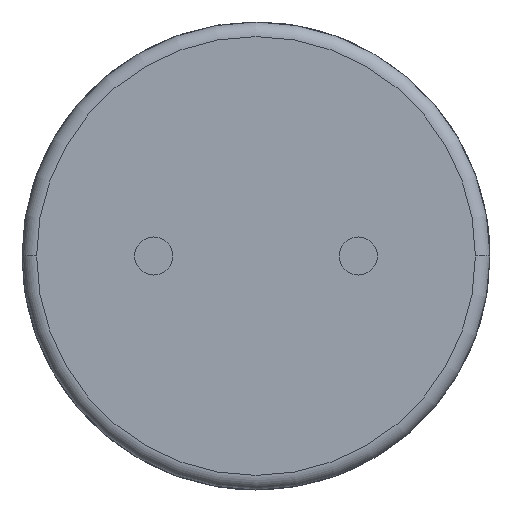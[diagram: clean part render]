
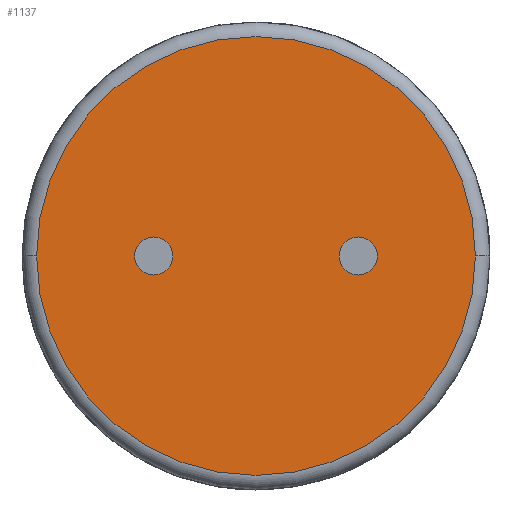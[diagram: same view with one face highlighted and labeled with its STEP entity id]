
A CAD part, front view. The second image highlights one B-rep face of the part: STEP entity #1137.
In plain terms, the highlighted planar face has unit normal (0, -1, 0).
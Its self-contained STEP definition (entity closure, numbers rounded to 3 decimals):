
#49 = AXIS2_PLACEMENT_3D ( 'NONE', #538, #161, #2881 ) ;
#115 = CARTESIAN_POINT ( 'NONE',  ( 0., 0., 0. ) ) ;
#134 = DIRECTION ( 'NONE',  ( 0., -1., 0. ) ) ;
#161 = DIRECTION ( 'NONE',  ( 0., -1., 0. ) ) ;
#253 = DIRECTION ( 'NONE',  ( 0., -1., 0. ) ) ;
#538 = CARTESIAN_POINT ( 'NONE',  ( 1.75, 0., 0. ) ) ;
#540 = EDGE_LOOP ( 'NONE', ( #2152, #3958 ) ) ;
#558 = CARTESIAN_POINT ( 'NONE',  ( 1.425, 0., 0. ) ) ;
#668 = CARTESIAN_POINT ( 'NONE',  ( 0., 0., 0. ) ) ;
#696 = DIRECTION ( 'NONE',  ( -1., 0., 0. ) ) ;
#719 = CARTESIAN_POINT ( 'NONE',  ( 3.75, 0., 0. ) ) ;
#995 = CARTESIAN_POINT ( 'NONE',  ( -1.75, 0., 0. ) ) ;
#1007 = VERTEX_POINT ( 'NONE', #2199 ) ;
#1072 = DIRECTION ( 'NONE',  ( -1., 0., 0. ) ) ;
#1075 = AXIS2_PLACEMENT_3D ( 'NONE', #668, #1105, #1072 ) ;
#1105 = DIRECTION ( 'NONE',  ( 0., 1., 0. ) ) ;
#1137 = ADVANCED_FACE ( 'NONE', ( #3774, #5025, #3885 ), #3408, .F. ) ;
#1351 = ORIENTED_EDGE ( 'NONE', *, *, #3477, .F. ) ;
#1461 = EDGE_CURVE ( 'NONE', #3826, #1976, #4298, .T. ) ;
#1470 = ORIENTED_EDGE ( 'NONE', *, *, #1461, .T. ) ;
#1487 = EDGE_CURVE ( 'NONE', #3307, #1007, #2110, .T. ) ;
#1522 = CIRCLE ( 'NONE', #49, 0.325 ) ;
#1883 = CARTESIAN_POINT ( 'NONE',  ( -1.75, 0., 0. ) ) ;
#1927 = AXIS2_PLACEMENT_3D ( 'NONE', #4898, #3380, #4530 ) ;
#1956 = ORIENTED_EDGE ( 'NONE', *, *, #3749, .T. ) ;
#1976 = VERTEX_POINT ( 'NONE', #719 ) ;
#2081 = CARTESIAN_POINT ( 'NONE',  ( 2.075, 0., 0. ) ) ;
#2110 = CIRCLE ( 'NONE', #2202, 0.325 ) ;
#2152 = ORIENTED_EDGE ( 'NONE', *, *, #3019, .F. ) ;
#2199 = CARTESIAN_POINT ( 'NONE',  ( -2.075, 0., 0. ) ) ;
#2202 = AXIS2_PLACEMENT_3D ( 'NONE', #995, #253, #2206 ) ;
#2206 = DIRECTION ( 'NONE',  ( -1., 0., 0. ) ) ;
#2248 = DIRECTION ( 'NONE',  ( 0., -1., 0. ) ) ;
#2279 = DIRECTION ( 'NONE',  ( -1., 0., 0. ) ) ;
#2472 = CIRCLE ( 'NONE', #3400, 0.325 ) ;
#2665 = CARTESIAN_POINT ( 'NONE',  ( 1.75, 0., 0. ) ) ;
#2686 = CARTESIAN_POINT ( 'NONE',  ( -1.425, 0., 0. ) ) ;
#2840 = CARTESIAN_POINT ( 'NONE',  ( -3.75, 0., 0. ) ) ;
#2868 = AXIS2_PLACEMENT_3D ( 'NONE', #2665, #2248, #696 ) ;
#2881 = DIRECTION ( 'NONE',  ( -1., 0., 0. ) ) ;
#2958 = EDGE_CURVE ( 'NONE', #3488, #4965, #4133, .T. ) ;
#3019 = EDGE_CURVE ( 'NONE', #1007, #3307, #2472, .T. ) ;
#3236 = DIRECTION ( 'NONE',  ( -1., 0., 0. ) ) ;
#3307 = VERTEX_POINT ( 'NONE', #2686 ) ;
#3370 = AXIS2_PLACEMENT_3D ( 'NONE', #115, #134, #3236 ) ;
#3380 = DIRECTION ( 'NONE',  ( 0., -1., 0. ) ) ;
#3400 = AXIS2_PLACEMENT_3D ( 'NONE', #1883, #4616, #2279 ) ;
#3408 = PLANE ( 'NONE',  #1075 ) ;
#3477 = EDGE_CURVE ( 'NONE', #4965, #3488, #1522, .T. ) ;
#3488 = VERTEX_POINT ( 'NONE', #558 ) ;
#3749 = EDGE_CURVE ( 'NONE', #1976, #3826, #4099, .T. ) ;
#3774 = FACE_OUTER_BOUND ( 'NONE', #4304, .T. ) ;
#3826 = VERTEX_POINT ( 'NONE', #2840 ) ;
#3885 = FACE_BOUND ( 'NONE', #540, .T. ) ;
#3940 = EDGE_LOOP ( 'NONE', ( #4593, #1351 ) ) ;
#3958 = ORIENTED_EDGE ( 'NONE', *, *, #1487, .F. ) ;
#4099 = CIRCLE ( 'NONE', #3370, 3.75 ) ;
#4133 = CIRCLE ( 'NONE', #2868, 0.325 ) ;
#4298 = CIRCLE ( 'NONE', #1927, 3.75 ) ;
#4304 = EDGE_LOOP ( 'NONE', ( #1470, #1956 ) ) ;
#4530 = DIRECTION ( 'NONE',  ( -1., 0., 0. ) ) ;
#4593 = ORIENTED_EDGE ( 'NONE', *, *, #2958, .F. ) ;
#4616 = DIRECTION ( 'NONE',  ( 0., -1., 0. ) ) ;
#4898 = CARTESIAN_POINT ( 'NONE',  ( 0., 0., 0. ) ) ;
#4965 = VERTEX_POINT ( 'NONE', #2081 ) ;
#5025 = FACE_BOUND ( 'NONE', #3940, .T. ) ;
